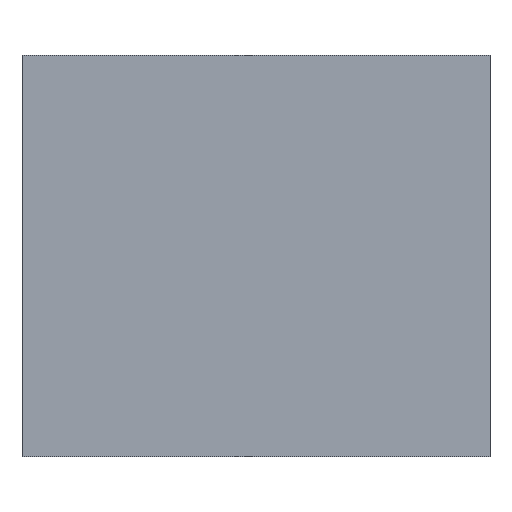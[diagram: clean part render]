
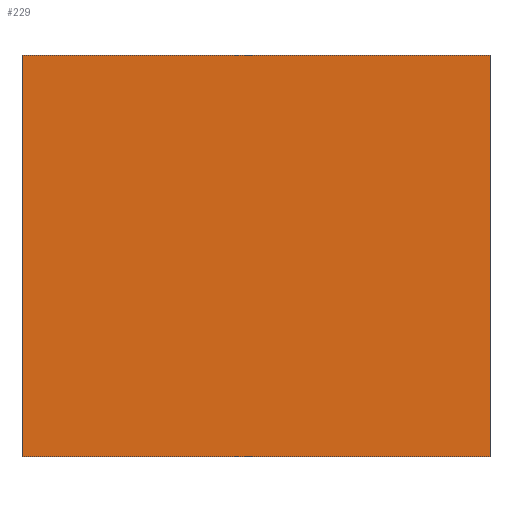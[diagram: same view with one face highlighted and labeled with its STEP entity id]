
A CAD part, top view. The second image highlights one B-rep face of the part: STEP entity #229.
In plain terms, the highlighted free-form (B-spline) face has degree [1, 1] with [2, 2] control points.
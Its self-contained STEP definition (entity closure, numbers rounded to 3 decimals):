
#131 = VERTEX_POINT('',#132);
#132 = CARTESIAN_POINT('',(-154.501,-132.487,
    98.138));
#137 = EDGE_CURVE('',#138,#131,#140,.T.);
#138 = VERTEX_POINT('',#139);
#139 = CARTESIAN_POINT('',(-154.501,132.487,98.138
    ));
#140 = B_SPLINE_CURVE_WITH_KNOTS('',1,(#141,#142),.UNSPECIFIED.,.F.,.F.,
  (2,2),(0.,270.),.PIECEWISE_BEZIER_KNOTS.);
#141 = CARTESIAN_POINT('',(-154.501,132.487,98.138
    ));
#142 = CARTESIAN_POINT('',(-154.501,-132.487,
    98.138));
#165 = VERTEX_POINT('',#166);
#166 = CARTESIAN_POINT('',(154.501,-132.487,
    98.138));
#171 = EDGE_CURVE('',#131,#165,#172,.T.);
#172 = B_SPLINE_CURVE_WITH_KNOTS('',1,(#173,#174),.UNSPECIFIED.,.F.,.F.,
  (2,2),(-314.863,0.),.PIECEWISE_BEZIER_KNOTS.);
#173 = CARTESIAN_POINT('',(-154.501,-132.487,
    98.138));
#174 = CARTESIAN_POINT('',(154.501,-132.487,
    98.138));
#193 = VERTEX_POINT('',#194);
#194 = CARTESIAN_POINT('',(154.501,132.487,
    98.138));
#199 = EDGE_CURVE('',#165,#193,#200,.T.);
#200 = B_SPLINE_CURVE_WITH_KNOTS('',1,(#201,#202),.UNSPECIFIED.,.F.,.F.,
  (2,2),(-270.,0.),.PIECEWISE_BEZIER_KNOTS.);
#201 = CARTESIAN_POINT('',(154.501,-132.487,
    98.138));
#202 = CARTESIAN_POINT('',(154.501,132.487,
    98.138));
#219 = EDGE_CURVE('',#193,#138,#220,.T.);
#220 = B_SPLINE_CURVE_WITH_KNOTS('',1,(#221,#222),.UNSPECIFIED.,.F.,.F.,
  (2,2),(0.,314.863),.PIECEWISE_BEZIER_KNOTS.);
#221 = CARTESIAN_POINT('',(154.501,132.487,
    98.138));
#222 = CARTESIAN_POINT('',(-154.501,132.487,98.138
    ));
#229 = ADVANCED_FACE('',(#230),#236,.F.);
#230 = FACE_BOUND('',#231,.T.);
#231 = EDGE_LOOP('',(#232,#233,#234,#235));
#232 = ORIENTED_EDGE('',*,*,#137,.T.);
#233 = ORIENTED_EDGE('',*,*,#171,.T.);
#234 = ORIENTED_EDGE('',*,*,#199,.T.);
#235 = ORIENTED_EDGE('',*,*,#219,.T.);
#236 = B_SPLINE_SURFACE_WITH_KNOTS('',1,1,(
    (#237,#238)
    ,(#239,#240
    )),.UNSPECIFIED.,.F.,.F.,.F.,(2,2),(2,2),(-157.431,
    157.431),(-135.,135.),.PIECEWISE_BEZIER_KNOTS.);
#237 = CARTESIAN_POINT('',(154.501,-132.487,
    98.138));
#238 = CARTESIAN_POINT('',(154.501,132.487,
    98.138));
#239 = CARTESIAN_POINT('',(-154.501,-132.487,
    98.138));
#240 = CARTESIAN_POINT('',(-154.501,132.487,98.138
    ));
